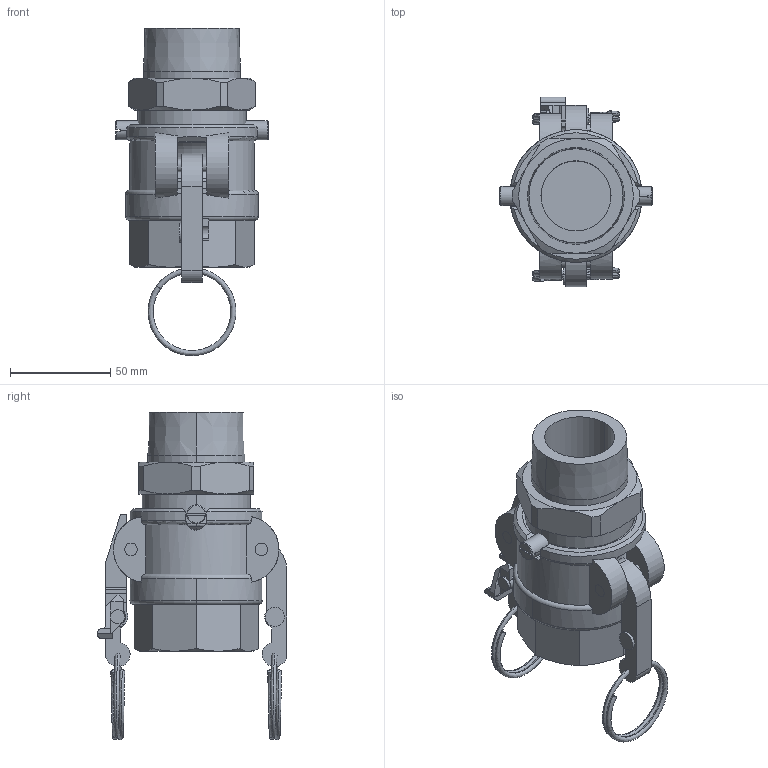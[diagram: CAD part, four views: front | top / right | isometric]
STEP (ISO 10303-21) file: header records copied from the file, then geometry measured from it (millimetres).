
FILE_DESCRIPTION (( 'STEP AP214' ), '1' );
FILE_NAME ('81880001.STEP', '2020-03-02T21:51:17', ( '' ), ( '' ), 'SwSTEP 2.0', 'SolidWorks 2019', '' );
FILE_SCHEMA (( 'AUTOMOTIVE_DESIGN' ));
Length unit declared in the file: inch
Products named in the file (1): 81880001
Bounding box: 76.2 x 94.64 x 163.17 mm (x, y, z)
Volume: 226839.1 mm3; surface area: 71779.1 mm2
Topology: 12 solids, 13 shells, 276 faces, 698 edges, 443 vertices
Faces by surface type: plane 135, cylinder 73, cone 39, torus 19, bspline 10
Entity records: 11810 total; most frequent: CARTESIAN_POINT 4451, ORIENTED_EDGE 1396, DIRECTION 1328, EDGE_CURVE 698, AXIS2_PLACEMENT_3D 504, VERTEX_POINT 443, LINE 320, VECTOR 320
